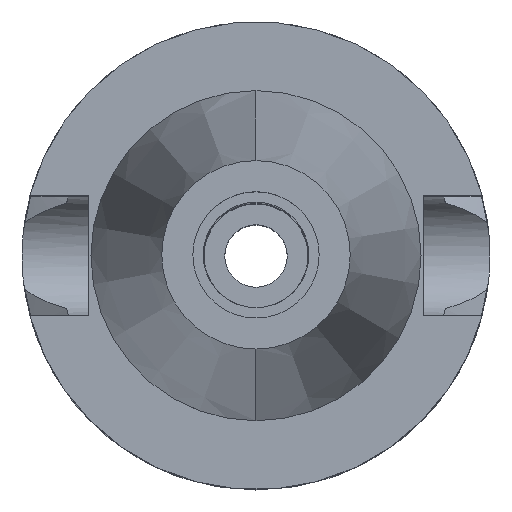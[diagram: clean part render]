
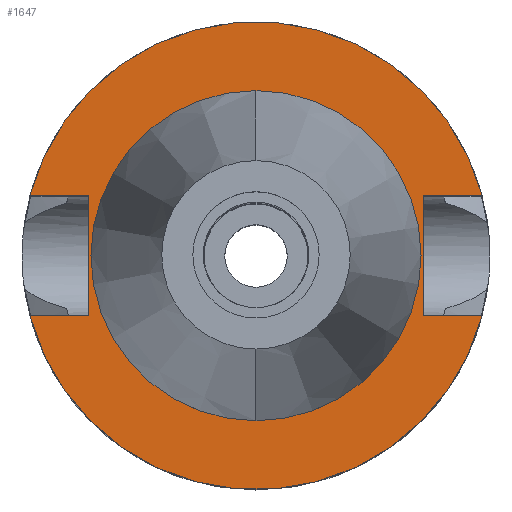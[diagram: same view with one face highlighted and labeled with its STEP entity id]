
A CAD part, top view. The second image highlights one B-rep face of the part: STEP entity #1647.
In plain terms, the highlighted planar face has unit normal (0, 0, 1).
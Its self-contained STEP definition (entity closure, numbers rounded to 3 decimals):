
#41 = FACE_OUTER_BOUND ( 'NONE', #2684, .T. ) ;
#64 = CARTESIAN_POINT ( 'NONE',  ( -22.5, -8.05, -1. ) ) ;
#106 = CARTESIAN_POINT ( 'NONE',  ( 22.5, 8.05, -1. ) ) ;
#139 = CARTESIAN_POINT ( 'NONE',  ( -22.5, 8.05, -1. ) ) ;
#169 = ORIENTED_EDGE ( 'NONE', *, *, #283, .F. ) ;
#202 = EDGE_LOOP ( 'NONE', ( #1708, #1279 ) ) ;
#223 = ORIENTED_EDGE ( 'NONE', *, *, #431, .F. ) ;
#231 = EDGE_CURVE ( 'NONE', #493, #1411, #1019, .T. ) ;
#243 = DIRECTION ( 'NONE',  ( 0., 1., 0. ) ) ;
#283 = EDGE_CURVE ( 'NONE', #624, #2294, #876, .T. ) ;
#331 = CARTESIAN_POINT ( 'NONE',  ( 0., 22.225, -1. ) ) ;
#386 = EDGE_CURVE ( 'NONE', #2992, #2748, #1272, .T. ) ;
#396 = CARTESIAN_POINT ( 'NONE',  ( 0., 0., -1. ) ) ;
#431 = EDGE_CURVE ( 'NONE', #1640, #854, #2096, .T. ) ;
#493 = VERTEX_POINT ( 'NONE', #677 ) ;
#516 = EDGE_CURVE ( 'NONE', #1946, #624, #1956, .T. ) ;
#522 = CARTESIAN_POINT ( 'NONE',  ( -30.454, 8.05, -1. ) ) ;
#585 = VECTOR ( 'NONE', #3011, 1000. ) ;
#624 = VERTEX_POINT ( 'NONE', #522 ) ;
#626 = DIRECTION ( 'NONE',  ( 0., 1., 0. ) ) ;
#633 = DIRECTION ( 'NONE',  ( 0., 0., -1. ) ) ;
#677 = CARTESIAN_POINT ( 'NONE',  ( 0., -22.225, -1. ) ) ;
#692 = CARTESIAN_POINT ( 'NONE',  ( 22.5, 8.05, -1. ) ) ;
#747 = VECTOR ( 'NONE', #2210, 1000. ) ;
#756 = CARTESIAN_POINT ( 'NONE',  ( 22.5, 8.05, -1. ) ) ;
#854 = VERTEX_POINT ( 'NONE', #1134 ) ;
#876 = CIRCLE ( 'NONE', #2179, 31.5 ) ;
#932 = DIRECTION ( 'NONE',  ( 0., -1., 0. ) ) ;
#975 = EDGE_CURVE ( 'NONE', #1411, #493, #1001, .T. ) ;
#1001 = CIRCLE ( 'NONE', #2784, 22.225 ) ;
#1018 = DIRECTION ( 'NONE',  ( 0., 0., 1. ) ) ;
#1019 = CIRCLE ( 'NONE', #2286, 22.225 ) ;
#1027 = DIRECTION ( 'NONE',  ( -1., 0., 0. ) ) ;
#1030 = CARTESIAN_POINT ( 'NONE',  ( 0., 0., -1. ) ) ;
#1047 = PLANE ( 'NONE',  #1971 ) ;
#1086 = VERTEX_POINT ( 'NONE', #2221 ) ;
#1134 = CARTESIAN_POINT ( 'NONE',  ( 22.5, -8.05, -1. ) ) ;
#1197 = ORIENTED_EDGE ( 'NONE', *, *, #2993, .T. ) ;
#1206 = CARTESIAN_POINT ( 'NONE',  ( -30.454, -8.05, -1. ) ) ;
#1272 = CIRCLE ( 'NONE', #2942, 31.5 ) ;
#1273 = ORIENTED_EDGE ( 'NONE', *, *, #2260, .F. ) ;
#1279 = ORIENTED_EDGE ( 'NONE', *, *, #231, .F. ) ;
#1411 = VERTEX_POINT ( 'NONE', #331 ) ;
#1533 = CARTESIAN_POINT ( 'NONE',  ( 0., 0., -1. ) ) ;
#1538 = DIRECTION ( 'NONE',  ( 1., 0., 0. ) ) ;
#1599 = LINE ( 'NONE', #64, #2055 ) ;
#1605 = CARTESIAN_POINT ( 'NONE',  ( 0., 0., -1. ) ) ;
#1637 = VECTOR ( 'NONE', #1027, 1000. ) ;
#1640 = VERTEX_POINT ( 'NONE', #756 ) ;
#1647 = ADVANCED_FACE ( 'NONE', ( #41, #1775 ), #1047, .F. ) ;
#1676 = VECTOR ( 'NONE', #2595, 1000. ) ;
#1701 = CARTESIAN_POINT ( 'NONE',  ( 22.5, -8.05, -1. ) ) ;
#1708 = ORIENTED_EDGE ( 'NONE', *, *, #975, .F. ) ;
#1775 = FACE_BOUND ( 'NONE', #202, .T. ) ;
#1821 = CARTESIAN_POINT ( 'NONE',  ( 0., 0., -1. ) ) ;
#1837 = DIRECTION ( 'NONE',  ( 0., 0., -1. ) ) ;
#1851 = EDGE_CURVE ( 'NONE', #1640, #2294, #2097, .T. ) ;
#1922 = ORIENTED_EDGE ( 'NONE', *, *, #1851, .T. ) ;
#1946 = VERTEX_POINT ( 'NONE', #139 ) ;
#1956 = LINE ( 'NONE', #2165, #1637 ) ;
#1971 = AXIS2_PLACEMENT_3D ( 'NONE', #1030, #1998, #2963 ) ;
#1998 = DIRECTION ( 'NONE',  ( 0., 0., -1. ) ) ;
#2055 = VECTOR ( 'NONE', #2750, 1000. ) ;
#2096 = LINE ( 'NONE', #692, #1676 ) ;
#2097 = LINE ( 'NONE', #106, #585 ) ;
#2165 = CARTESIAN_POINT ( 'NONE',  ( -22.5, 8.05, -1. ) ) ;
#2179 = AXIS2_PLACEMENT_3D ( 'NONE', #1605, #1837, #626 ) ;
#2193 = CARTESIAN_POINT ( 'NONE',  ( 30.454, 8.05, -1. ) ) ;
#2210 = DIRECTION ( 'NONE',  ( 0., 1., 0. ) ) ;
#2221 = CARTESIAN_POINT ( 'NONE',  ( -22.5, -8.05, -1. ) ) ;
#2226 = ORIENTED_EDGE ( 'NONE', *, *, #516, .F. ) ;
#2260 = EDGE_CURVE ( 'NONE', #1086, #1946, #2735, .T. ) ;
#2286 = AXIS2_PLACEMENT_3D ( 'NONE', #1821, #2792, #2309 ) ;
#2288 = CARTESIAN_POINT ( 'NONE',  ( 30.454, -8.05, -1. ) ) ;
#2294 = VERTEX_POINT ( 'NONE', #2193 ) ;
#2296 = EDGE_CURVE ( 'NONE', #854, #2992, #2470, .T. ) ;
#2309 = DIRECTION ( 'NONE',  ( 0., -1., 0. ) ) ;
#2470 = LINE ( 'NONE', #1701, #2927 ) ;
#2595 = DIRECTION ( 'NONE',  ( 0., -1., 0. ) ) ;
#2618 = ORIENTED_EDGE ( 'NONE', *, *, #2296, .F. ) ;
#2684 = EDGE_LOOP ( 'NONE', ( #1197, #2828, #2618, #223, #1922, #169, #2226, #1273 ) ) ;
#2735 = LINE ( 'NONE', #3142, #747 ) ;
#2748 = VERTEX_POINT ( 'NONE', #1206 ) ;
#2750 = DIRECTION ( 'NONE',  ( -1., 0., 0. ) ) ;
#2784 = AXIS2_PLACEMENT_3D ( 'NONE', #1533, #1018, #243 ) ;
#2792 = DIRECTION ( 'NONE',  ( 0., 0., 1. ) ) ;
#2828 = ORIENTED_EDGE ( 'NONE', *, *, #386, .F. ) ;
#2927 = VECTOR ( 'NONE', #1538, 1000. ) ;
#2942 = AXIS2_PLACEMENT_3D ( 'NONE', #396, #633, #932 ) ;
#2963 = DIRECTION ( 'NONE',  ( 0., -1., 0. ) ) ;
#2992 = VERTEX_POINT ( 'NONE', #2288 ) ;
#2993 = EDGE_CURVE ( 'NONE', #1086, #2748, #1599, .T. ) ;
#3011 = DIRECTION ( 'NONE',  ( 1., 0., 0. ) ) ;
#3142 = CARTESIAN_POINT ( 'NONE',  ( -22.5, -8.05, -1. ) ) ;
